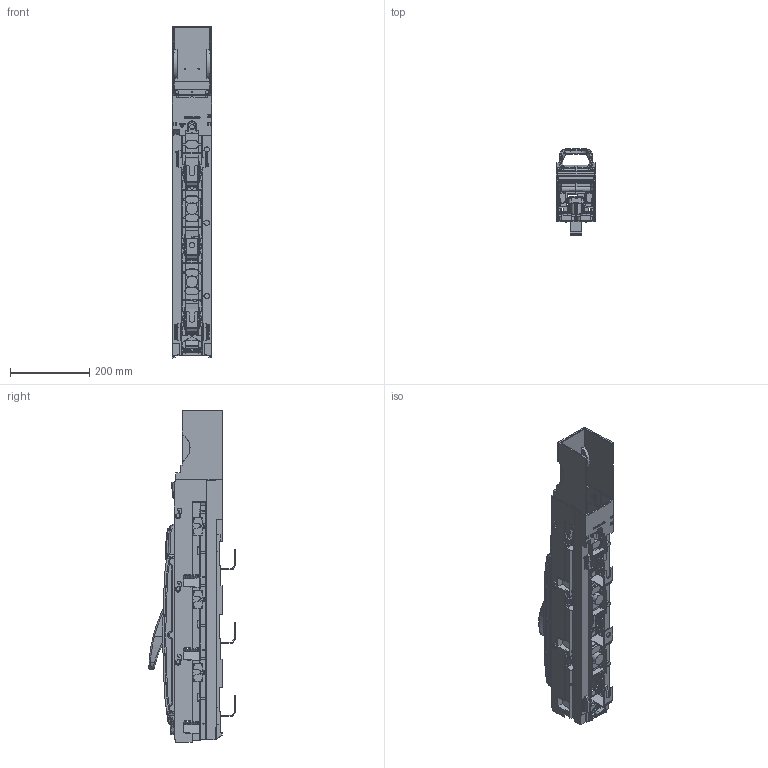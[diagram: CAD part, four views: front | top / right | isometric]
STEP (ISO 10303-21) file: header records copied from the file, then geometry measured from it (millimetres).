
FILE_DESCRIPTION(/* description */ (''),/* implementation_level */ '2;1');
FILE_NAME(/* name */ 'model1.stp',/* time_stamp */ '2014-03-13T09:04:45+01:00',/* author */ (''),/* organization */ (''),/* preprocessor_version */ 'ST-DEVELOPER v14',/* originating_system */ 'SIEMENS PLM Software NX 8.0',/* authorisation */ '');
FILE_SCHEMA (('AUTOMOTIVE_DESIGN { 1 0 10303 214 3 1 1 1 }'));
Bounding box: 99.04 x 217.86 x 838.86 mm (x, y, z)
Surface area: 766784.3 mm2 (no closed solid volume)
Topology: 0 solids, 82 shells, 2874 faces, 14051 edges, 10862 vertices
Faces by surface type: plane 1585, cylinder 550, bspline 495, torus 108, cone 92, extrusion 27, sphere 17
Full cylindrical faces by diameter (mm): 8 x6, 12.2 x3, 14 x1
Entity records: 170668 total; most frequent: CRTPNT 66974, ORNEDG 20657, DRCTN 18227, EDGCRV 13995, VRTPNT 10853, VECTOR 7925, LINE 7900, A2PL3D 5151
